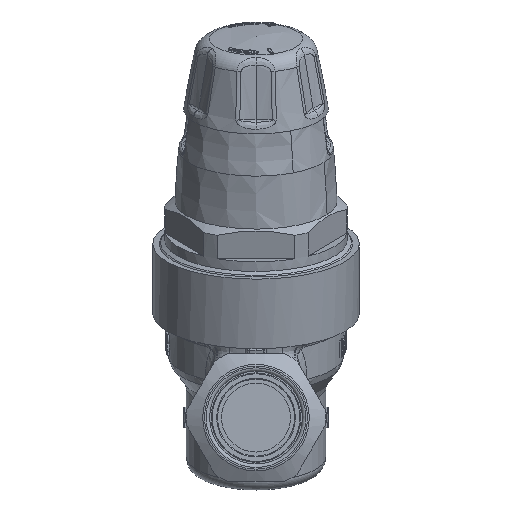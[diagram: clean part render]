
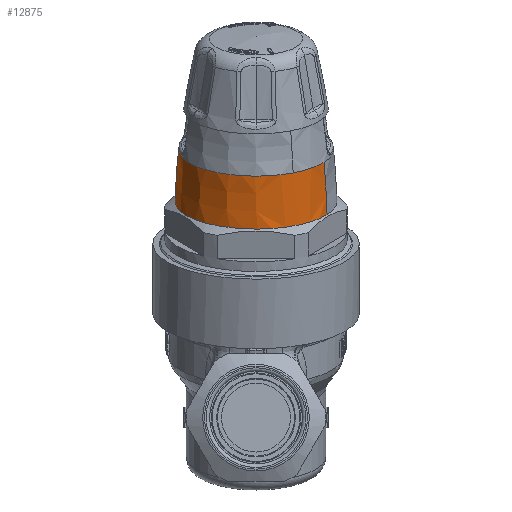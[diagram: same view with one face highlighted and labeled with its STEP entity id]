
A CAD part, front view. The second image highlights one B-rep face of the part: STEP entity #12875.
In plain terms, the highlighted free-form (B-spline) face has degree [3, 2] with [4, 11] control points.
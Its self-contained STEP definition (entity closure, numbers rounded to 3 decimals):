
#1266=(
BOUNDED_SURFACE()
B_SPLINE_SURFACE(3,2,((#18416,#18417,#18418,#18419,#18420,#18421,#18422,
#18423,#18424,#18425,#18426),(#18427,#18428,#18429,#18430,#18431,#18432,
#18433,#18434,#18435,#18436,#18437),(#18438,#18439,#18440,#18441,#18442,
#18443,#18444,#18445,#18446,#18447,#18448),(#18449,#18450,#18451,#18452,
#18453,#18454,#18455,#18456,#18457,#18458,#18459)),.UNSPECIFIED.,.F.,.T.,
 .F.)
B_SPLINE_SURFACE_WITH_KNOTS((4,4),(3,2,2,2,2,3),(7.588,23.622),
(5.77,6.283,7.854,9.425,10.996,
12.053),.UNSPECIFIED.)
GEOMETRIC_REPRESENTATION_ITEM()
RATIONAL_B_SPLINE_SURFACE(((0.871,0.904,1.,0.707,
1.,0.707,1.,0.707,1.,0.803,0.871),
(0.871,0.904,1.,0.707,1.,0.707,
1.,0.707,1.,0.803,0.871),(0.871,
0.904,1.,0.707,1.,0.707,1.,0.707,
1.,0.803,0.871),(0.871,0.904,
1.,0.707,1.,0.707,1.,0.707,1.,0.803,
0.871)))
REPRESENTATION_ITEM('')
SURFACE()
);
#1656=FACE_OUTER_BOUND('',#2463,.T.);
#2463=EDGE_LOOP('',(#8053,#8054,#8055,#8056,#8057));
#4064=CIRCLE('',#13711,0.925);
#4065=CIRCLE('',#13712,9.843);
#4066=CIRCLE('',#13713,0.886);
#4067=CIRCLE('',#13714,0.886);
#4068=CIRCLE('',#13715,9.843);
#4837=VERTEX_POINT('',#18460);
#4838=VERTEX_POINT('',#18461);
#4839=VERTEX_POINT('',#18463);
#4840=VERTEX_POINT('',#18465);
#4841=VERTEX_POINT('',#18467);
#6056=EDGE_CURVE('',#4837,#4838,#4064,.T.);
#6057=EDGE_CURVE('',#4837,#4839,#4065,.T.);
#6058=EDGE_CURVE('',#4840,#4839,#4066,.F.);
#6059=EDGE_CURVE('',#4841,#4840,#4067,.F.);
#6060=EDGE_CURVE('',#4838,#4841,#4068,.T.);
#8053=ORIENTED_EDGE('',*,*,#6056,.F.);
#8054=ORIENTED_EDGE('',*,*,#6057,.T.);
#8055=ORIENTED_EDGE('',*,*,#6058,.F.);
#8056=ORIENTED_EDGE('',*,*,#6059,.F.);
#8057=ORIENTED_EDGE('',*,*,#6060,.F.);
#12875=ADVANCED_FACE('',(#1656),#1266,.F.);
#13711=AXIS2_PLACEMENT_3D('',#18462,#15161,#15162);
#13712=AXIS2_PLACEMENT_3D('',#18464,#15163,#15164);
#13713=AXIS2_PLACEMENT_3D('',#18466,#15165,#15166);
#13714=AXIS2_PLACEMENT_3D('',#18468,#15167,#15168);
#13715=AXIS2_PLACEMENT_3D('',#18469,#15169,#15170);
#15161=DIRECTION('center_axis',(0.,0.342,
-0.94));
#15162=DIRECTION('ref_axis',(1.,0.,0.));
#15163=DIRECTION('center_axis',(-0.479,-0.825,-0.3));
#15164=DIRECTION('ref_axis',(0.874,-0.481,-0.075));
#15165=DIRECTION('center_axis',(0.,0.342,
-0.94));
#15166=DIRECTION('ref_axis',(1.,0.,0.));
#15167=DIRECTION('center_axis',(0.,0.342,
-0.94));
#15168=DIRECTION('ref_axis',(1.,0.,0.));
#15169=DIRECTION('center_axis',(0.479,0.825,0.3));
#15170=DIRECTION('ref_axis',(-0.874,0.416,0.252));
#18416=CARTESIAN_POINT('Ctrl Pts',(-0.812,-0.483,
2.623));
#18417=CARTESIAN_POINT('Ctrl Pts',(-0.925,-0.678,
2.552));
#18418=CARTESIAN_POINT('Ctrl Pts',(-0.925,-0.9,
2.472));
#18419=CARTESIAN_POINT('Ctrl Pts',(-0.925,-1.769,
2.155));
#18420=CARTESIAN_POINT('Ctrl Pts',(0.,-1.769,
2.155));
#18421=CARTESIAN_POINT('Ctrl Pts',(0.925,-1.769,
2.155));
#18422=CARTESIAN_POINT('Ctrl Pts',(0.925,-0.9,2.472));
#18423=CARTESIAN_POINT('Ctrl Pts',(0.925,-0.03,
2.788));
#18424=CARTESIAN_POINT('Ctrl Pts',(0.,-0.03,
2.788));
#18425=CARTESIAN_POINT('Ctrl Pts',(-0.549,-0.03,
2.788));
#18426=CARTESIAN_POINT('Ctrl Pts',(-0.812,-0.483,
2.623));
#18427=CARTESIAN_POINT('Ctrl Pts',(-0.806,-0.558,
2.82));
#18428=CARTESIAN_POINT('Ctrl Pts',(-0.919,-0.751,
2.749));
#18429=CARTESIAN_POINT('Ctrl Pts',(-0.919,-0.971,
2.669));
#18430=CARTESIAN_POINT('Ctrl Pts',(-0.919,-1.835,
2.355));
#18431=CARTESIAN_POINT('Ctrl Pts',(0.,-1.835,
2.355));
#18432=CARTESIAN_POINT('Ctrl Pts',(0.919,-1.835,2.355));
#18433=CARTESIAN_POINT('Ctrl Pts',(0.919,-0.971,
2.669));
#18434=CARTESIAN_POINT('Ctrl Pts',(0.919,-0.108,
2.983));
#18435=CARTESIAN_POINT('Ctrl Pts',(0.,-0.108,
2.983));
#18436=CARTESIAN_POINT('Ctrl Pts',(-0.545,-0.108,
2.983));
#18437=CARTESIAN_POINT('Ctrl Pts',(-0.806,-0.558,
2.82));
#18438=CARTESIAN_POINT('Ctrl Pts',(-0.795,-0.635,
3.015));
#18439=CARTESIAN_POINT('Ctrl Pts',(-0.906,-0.826,
2.946));
#18440=CARTESIAN_POINT('Ctrl Pts',(-0.906,-1.043,
2.867));
#18441=CARTESIAN_POINT('Ctrl Pts',(-0.906,-1.894,
2.557));
#18442=CARTESIAN_POINT('Ctrl Pts',(0.,-1.894,
2.557));
#18443=CARTESIAN_POINT('Ctrl Pts',(0.906,-1.894,
2.557));
#18444=CARTESIAN_POINT('Ctrl Pts',(0.906,-1.043,
2.867));
#18445=CARTESIAN_POINT('Ctrl Pts',(0.906,-0.192,
3.176));
#18446=CARTESIAN_POINT('Ctrl Pts',(0.,-0.192,
3.176));
#18447=CARTESIAN_POINT('Ctrl Pts',(-0.537,-0.192,
3.176));
#18448=CARTESIAN_POINT('Ctrl Pts',(-0.795,-0.635,
3.015));
#18449=CARTESIAN_POINT('Ctrl Pts',(-0.777,-0.716,
3.209));
#18450=CARTESIAN_POINT('Ctrl Pts',(-0.886,-0.902,
3.141));
#18451=CARTESIAN_POINT('Ctrl Pts',(-0.886,-1.115,
3.063));
#18452=CARTESIAN_POINT('Ctrl Pts',(-0.886,-1.947,
2.76));
#18453=CARTESIAN_POINT('Ctrl Pts',(0.,-1.947,
2.76));
#18454=CARTESIAN_POINT('Ctrl Pts',(0.886,-1.947,
2.76));
#18455=CARTESIAN_POINT('Ctrl Pts',(0.886,-1.115,
3.063));
#18456=CARTESIAN_POINT('Ctrl Pts',(0.886,-0.283,
3.366));
#18457=CARTESIAN_POINT('Ctrl Pts',(0.,-0.283,
3.366));
#18458=CARTESIAN_POINT('Ctrl Pts',(-0.525,-0.283,
3.366));
#18459=CARTESIAN_POINT('Ctrl Pts',(-0.777,-0.716,
3.209));
#18460=CARTESIAN_POINT('',(0.812,-1.316,2.32));
#18461=CARTESIAN_POINT('',(-0.812,-0.483,2.623));
#18462=CARTESIAN_POINT('Origin',(0.,-0.9,2.472));
#18463=CARTESIAN_POINT('',(0.777,-1.514,2.918));
#18464=CARTESIAN_POINT('Origin',(-7.822,3.218,3.652));
#18465=CARTESIAN_POINT('',(0.425,-1.846,2.798));
#18466=CARTESIAN_POINT('Origin',(0.,-1.115,
3.063));
#18467=CARTESIAN_POINT('',(-0.777,-0.716,3.209));
#18468=CARTESIAN_POINT('Origin',(0.,-1.115,
3.063));
#18469=CARTESIAN_POINT('Origin',(7.822,-4.813,0.729));
